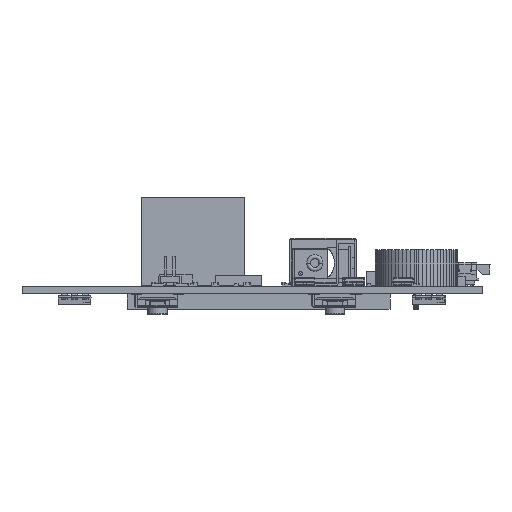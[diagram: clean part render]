
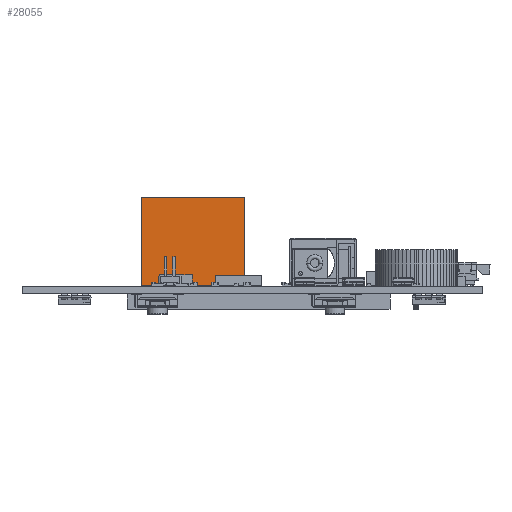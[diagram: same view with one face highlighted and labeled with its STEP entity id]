
A CAD part, left-side view. The second image highlights one B-rep face of the part: STEP entity #28055.
In plain terms, the highlighted face is planar.
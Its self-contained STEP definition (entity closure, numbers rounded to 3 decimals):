
#26478 = VERTEX_POINT('',#26479);
#26479 = CARTESIAN_POINT('',(-3.736,2.446,21.16));
#26485 = EDGE_CURVE('',#26486,#26478,#26488,.T.);
#26486 = VERTEX_POINT('',#26487);
#26487 = CARTESIAN_POINT('',(-3.736,15.846,21.16));
#26488 = LINE('',#26489,#26490);
#26489 = CARTESIAN_POINT('',(-3.736,2.446,21.16));
#26490 = VECTOR('',#26491,1.);
#26491 = DIRECTION('',(0.,-1.,0.));
#27929 = EDGE_CURVE('',#27930,#26486,#27932,.T.);
#27930 = VERTEX_POINT('',#27931);
#27931 = CARTESIAN_POINT('',(11.964,15.846,21.16));
#27932 = LINE('',#27933,#27934);
#27933 = CARTESIAN_POINT('',(-3.736,15.846,21.16));
#27934 = VECTOR('',#27935,1.);
#27935 = DIRECTION('',(-1.,0.,0.));
#27968 = EDGE_CURVE('',#27969,#27930,#27971,.T.);
#27969 = VERTEX_POINT('',#27970);
#27970 = CARTESIAN_POINT('',(11.964,2.446,21.16));
#27971 = LINE('',#27972,#27973);
#27972 = CARTESIAN_POINT('',(11.964,15.846,21.16));
#27973 = VECTOR('',#27974,1.);
#27974 = DIRECTION('',(0.,1.,0.));
#27995 = EDGE_CURVE('',#26478,#27969,#27996,.T.);
#27996 = LINE('',#27997,#27998);
#27997 = CARTESIAN_POINT('',(11.964,2.446,21.16));
#27998 = VECTOR('',#27999,1.);
#27999 = DIRECTION('',(1.,0.,0.));
#28055 = ADVANCED_FACE('',(#28056),#28062,.T.);
#28056 = FACE_BOUND('',#28057,.T.);
#28057 = EDGE_LOOP('',(#28058,#28059,#28060,#28061));
#28058 = ORIENTED_EDGE('',*,*,#27995,.T.);
#28059 = ORIENTED_EDGE('',*,*,#27968,.T.);
#28060 = ORIENTED_EDGE('',*,*,#27929,.T.);
#28061 = ORIENTED_EDGE('',*,*,#26485,.T.);
#28062 = PLANE('',#28063);
#28063 = AXIS2_PLACEMENT_3D('',#28064,#28065,#28066);
#28064 = CARTESIAN_POINT('',(4.114,9.146,21.16));
#28065 = DIRECTION('',(0.,0.,1.));
#28066 = DIRECTION('',(1.,0.,0.));
